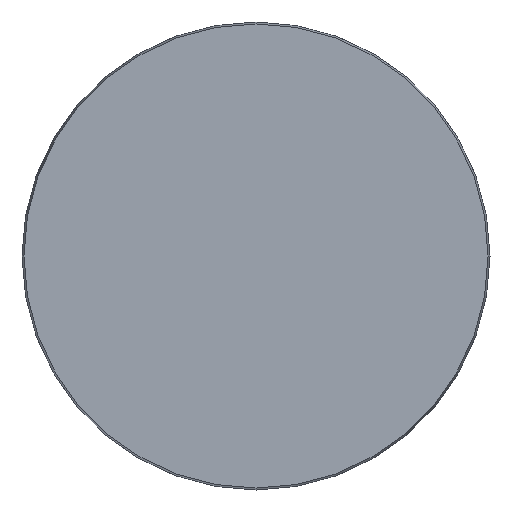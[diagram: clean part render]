
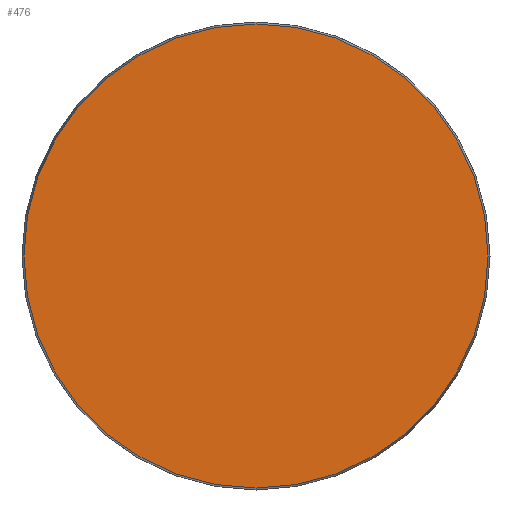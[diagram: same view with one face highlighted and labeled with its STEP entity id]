
A CAD part, front view. The second image highlights one B-rep face of the part: STEP entity #476.
In plain terms, the highlighted planar face has unit normal (0, -1, 0).
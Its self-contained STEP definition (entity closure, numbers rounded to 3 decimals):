
#14 = EDGE_CURVE ( 'NONE', #472, #472, #388, .T. ) ;
#34 = DIRECTION ( 'NONE',  ( 0., 1., 0. ) ) ;
#45 = DIRECTION ( 'NONE',  ( 0., -1., 0. ) ) ;
#190 = EDGE_LOOP ( 'NONE', ( #392 ) ) ;
#204 = FACE_OUTER_BOUND ( 'NONE', #190, .T. ) ;
#272 = CARTESIAN_POINT ( 'NONE',  ( -68.425, 0., 0. ) ) ;
#298 = CARTESIAN_POINT ( 'NONE',  ( 0., 0., -68.425 ) ) ;
#331 = DIRECTION ( 'NONE',  ( 0., 0., 1. ) ) ;
#367 = AXIS2_PLACEMENT_3D ( 'NONE', #545, #45, #507 ) ;
#387 = PLANE ( 'NONE',  #535 ) ;
#388 = CIRCLE ( 'NONE', #367, 68.425 ) ;
#392 = ORIENTED_EDGE ( 'NONE', *, *, #14, .T. ) ;
#472 = VERTEX_POINT ( 'NONE', #298 ) ;
#476 = ADVANCED_FACE ( 'NONE', ( #204 ), #387, .F. ) ;
#507 = DIRECTION ( 'NONE',  ( 0., 0., -1. ) ) ;
#535 = AXIS2_PLACEMENT_3D ( 'NONE', #272, #34, #331 ) ;
#545 = CARTESIAN_POINT ( 'NONE',  ( 0., 0., 0. ) ) ;
